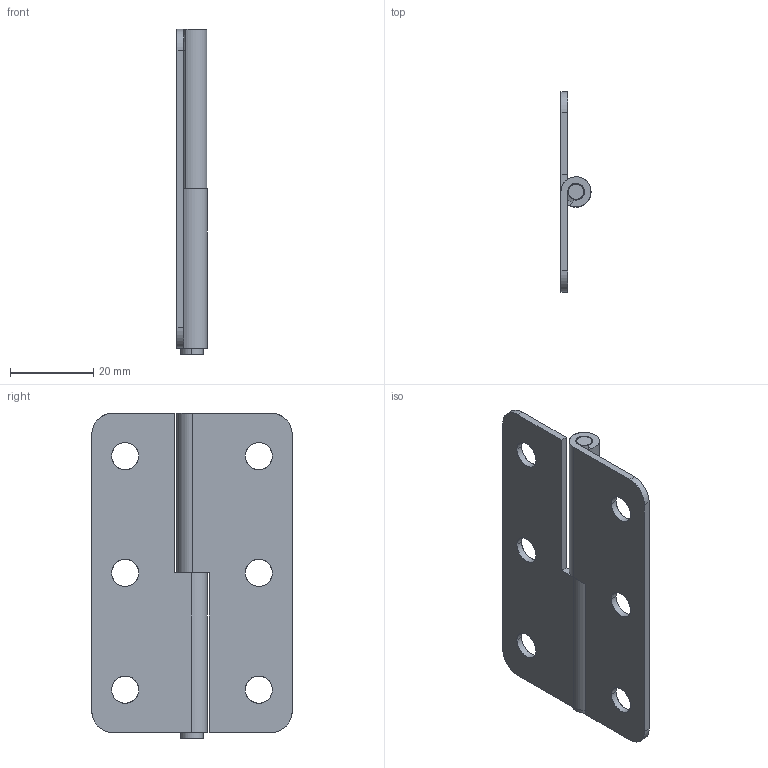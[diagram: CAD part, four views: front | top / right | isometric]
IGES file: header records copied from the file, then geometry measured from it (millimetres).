
Start section: SolidWorks IGES file using analytic representation for surfaces
Global section: file name: KH-1038-11R.IGS,15; native system: HSolidWorks 2010; preprocessor: SolidWorks 2010; author: Administrator; date: 100415.121617; units: millimetre
Bounding box: 7.2 x 48 x 78.01 mm (x, y, z)
Surface area: 11686.5 mm2 (no closed solid volume)
Topology: 0 solids, 0 shells, 433 faces, 5430 edges, 5430 vertices
Faces by surface type: bspline 403, revolution 30
